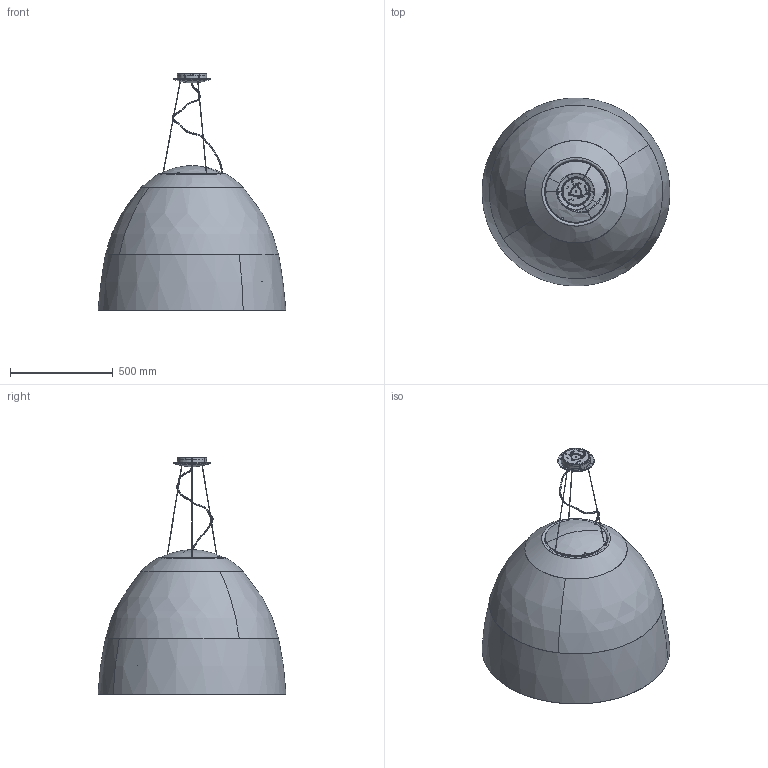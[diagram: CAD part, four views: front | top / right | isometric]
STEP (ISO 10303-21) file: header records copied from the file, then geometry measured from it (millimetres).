
FILE_DESCRIPTION(/* description */ (''),/* implementation_level */ '2;1');
FILE_NAME(/* name */ 'Lamp_Design_Suspension_Nur_A2432X8_3D_STP.stp',/* time_stamp */ '2023-07-14T12:26:48-04:00',/* author */ (''),/* organization */ (''),/* preprocessor_version */ 'ST-DEVELOPER v19.3',/* originating_system */ 'SIEMENS PLM Software NX2212.5000',/* authorisation */ '');
FILE_SCHEMA (('AUTOMOTIVE_DESIGN { 1 0 10303 214 3 1 1 1 }'));
Products named in the file (11): Blocco 01; Blocco 02; Blocco 03; Blocco 04; Blocco 05; Blocco 06; Blocco 07; Blocco 09; Blocco 10; Blocco 11; nur_acoustic_model3d4883599_stp
Assembly tree (10 placements, depth 2):
  nur_acoustic_model3d4883599_stp
    Blocco 11
    Blocco 10
    Blocco 09
    Blocco 07
    Blocco 06
    Blocco 05
    Blocco 04
    Blocco 03
    Blocco 02
    Blocco 01
Bounding box: 916.93 x 916.97 x 1154.81 mm (x, y, z)
Volume: 0.1 mm3; surface area: 4005526.7 mm2
Topology: 1 solids, 682 shells, 1319 faces, 5312 edges, 4451 vertices
Faces by surface type: cylinder 480, torus 381, plane 286, cone 67, sphere 53, bspline 44, revolution 8
Entity records: 64991 total; most frequent: CARTESIAN_POINT 30327, ORIENTED_EDGE 6836, EDGE_CURVE 5261, VERTEX_POINT 4441, DIRECTION 2565, B_SPLINE_CURVE_WITH_KNOTS 2452, EDGE_LOOP 1430, ADVANCED_FACE 1318
